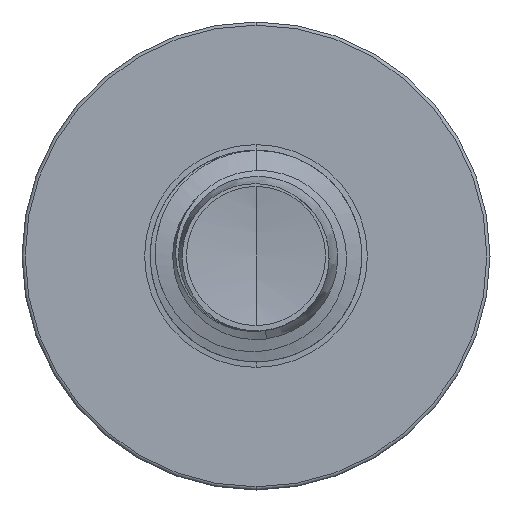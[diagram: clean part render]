
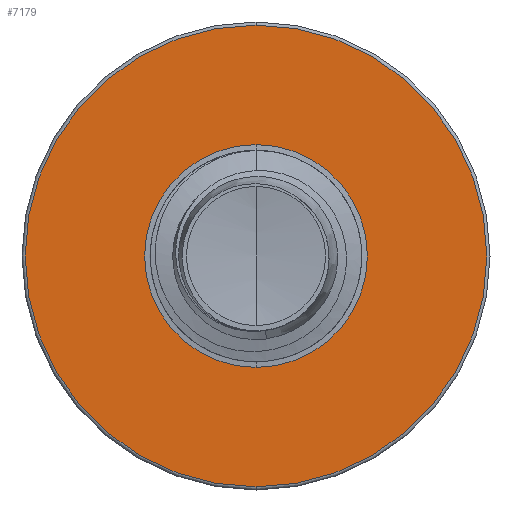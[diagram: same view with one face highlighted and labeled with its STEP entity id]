
A CAD part, front view. The second image highlights one B-rep face of the part: STEP entity #7179.
In plain terms, the highlighted planar face has unit normal (0, -1, 0).
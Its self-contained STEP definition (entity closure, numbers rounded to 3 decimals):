
#659 = VERTEX_POINT ( 'NONE', #1186 ) ;
#1186 = CARTESIAN_POINT ( 'NONE',  ( 0., 11., 7.645 ) ) ;
#2091 = AXIS2_PLACEMENT_3D ( 'NONE', #5167, #5162, #5095 ) ;
#2256 = CIRCLE ( 'NONE', #9552, 3.689 ) ;
#2271 = VERTEX_POINT ( 'NONE', #7360 ) ;
#2942 = DIRECTION ( 'NONE',  ( 0., 0., 1. ) ) ;
#2971 = DIRECTION ( 'NONE',  ( 0., 1., 0. ) ) ;
#2980 = CARTESIAN_POINT ( 'NONE',  ( 0., 11., 0. ) ) ;
#3182 = ORIENTED_EDGE ( 'NONE', *, *, #6582, .T. ) ;
#3860 = ORIENTED_EDGE ( 'NONE', *, *, #5856, .F. ) ;
#4021 = VERTEX_POINT ( 'NONE', #7544 ) ;
#4226 = ORIENTED_EDGE ( 'NONE', *, *, #8638, .F. ) ;
#5095 = DIRECTION ( 'NONE',  ( 0., 0., 1. ) ) ;
#5162 = DIRECTION ( 'NONE',  ( 0., 1., 0. ) ) ;
#5167 = CARTESIAN_POINT ( 'NONE',  ( 0., 11., 0. ) ) ;
#5362 = CIRCLE ( 'NONE', #12507, 3.689 ) ;
#5698 = DIRECTION ( 'NONE',  ( 0., 0., 1. ) ) ;
#5722 = DIRECTION ( 'NONE',  ( 0., 1., 0. ) ) ;
#5736 = EDGE_CURVE ( 'NONE', #2271, #4021, #5362, .T. ) ;
#5745 = CARTESIAN_POINT ( 'NONE',  ( 0., 11., 0. ) ) ;
#5856 = EDGE_CURVE ( 'NONE', #13421, #659, #14081, .T. ) ;
#5873 = DIRECTION ( 'NONE',  ( 0., 1., 0. ) ) ;
#6579 = EDGE_LOOP ( 'NONE', ( #4226, #3860 ) ) ;
#6582 = EDGE_CURVE ( 'NONE', #4021, #2271, #2256, .T. ) ;
#7179 = ADVANCED_FACE ( 'NONE', ( #11107, #8023 ), #15694, .F. ) ;
#7360 = CARTESIAN_POINT ( 'NONE',  ( 0., 11., 3.689 ) ) ;
#7544 = CARTESIAN_POINT ( 'NONE',  ( 0., 11., -3.689 ) ) ;
#8023 = FACE_BOUND ( 'NONE', #9369, .T. ) ;
#8638 = EDGE_CURVE ( 'NONE', #659, #13421, #14377, .T. ) ;
#9369 = EDGE_LOOP ( 'NONE', ( #10381, #3182 ) ) ;
#9552 = AXIS2_PLACEMENT_3D ( 'NONE', #2980, #2971, #2942 ) ;
#10381 = ORIENTED_EDGE ( 'NONE', *, *, #5736, .T. ) ;
#10722 = AXIS2_PLACEMENT_3D ( 'NONE', #16049, #15659, #15642 ) ;
#11107 = FACE_OUTER_BOUND ( 'NONE', #6579, .T. ) ;
#12507 = AXIS2_PLACEMENT_3D ( 'NONE', #5745, #5722, #5698 ) ;
#12810 = CARTESIAN_POINT ( 'NONE',  ( 0., 11., 0. ) ) ;
#13421 = VERTEX_POINT ( 'NONE', #17091 ) ;
#13711 = AXIS2_PLACEMENT_3D ( 'NONE', #12810, #5873, #13761 ) ;
#13761 = DIRECTION ( 'NONE',  ( 0., 0., 1. ) ) ;
#14081 = CIRCLE ( 'NONE', #2091, 7.645 ) ;
#14377 = CIRCLE ( 'NONE', #13711, 7.645 ) ;
#15642 = DIRECTION ( 'NONE',  ( 0., 0., 1. ) ) ;
#15659 = DIRECTION ( 'NONE',  ( 0., 1., 0. ) ) ;
#15694 = PLANE ( 'NONE',  #10722 ) ;
#16049 = CARTESIAN_POINT ( 'NONE',  ( 0., 11., -3.689 ) ) ;
#17091 = CARTESIAN_POINT ( 'NONE',  ( 0., 11., -7.645 ) ) ;
